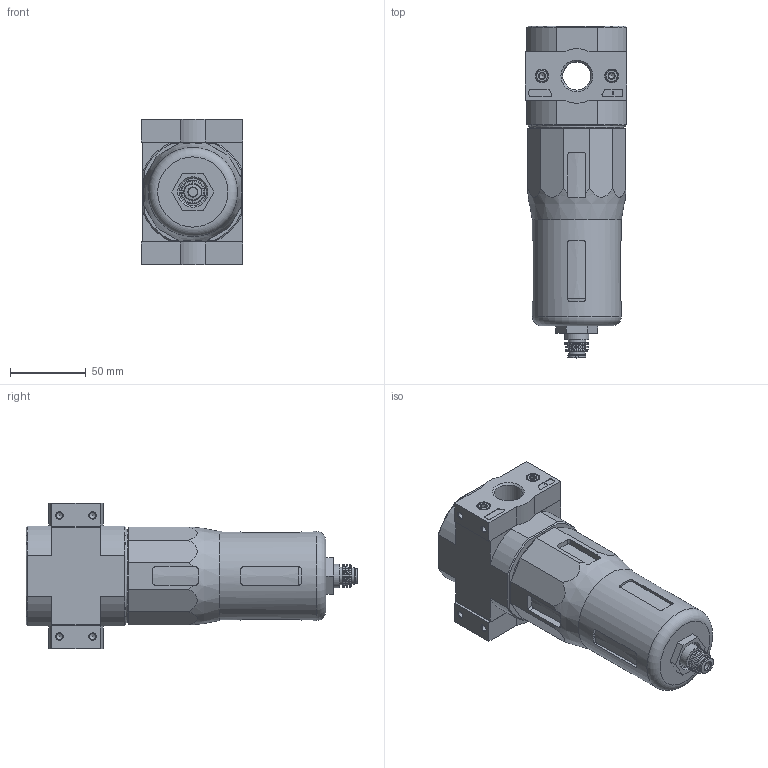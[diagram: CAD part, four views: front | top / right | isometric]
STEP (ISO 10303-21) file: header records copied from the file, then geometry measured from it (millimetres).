
FILE_DESCRIPTION(/* description */ ('STEP AP214'),/* implementation_level */ '2;1');
FILE_NAME(/* name */ '186474_LFMB-1_2-D-MAXI-A',/* time_stamp */ '2024-09-03T16:13:18+02:00',/* author */ ('License CC BY-ND 4.0'),/* organization */ ('CADENAS'),/* preprocessor_version */ 'ST-DEVELOPER v19.3',/* originating_system */ 'PARTsolutions',/* authorisation */ ' ');
FILE_SCHEMA (('AUTOMOTIVE_DESIGN {1 0 10303 214 3 1 1}'));
Length unit declared in the file: millimetre
Products named in the file (7): 186474 LFMB-1/2-D-MAXI-A; 126047 LFMB-D-MAXI-A; 680244 PBL-1/2-D-MAXI-R---(0) p1; DIN-912 - M5x20(F); 373059 LF-D-MAXI; 680243 PBL-1/2-D-MAXI-L---(1) p1; 526489 MS4-LFR-V
Assembly tree (10 placements, depth 2):
  186474 LFMB-1/2-D-MAXI-A
    126047 LFMB-D-MAXI-A
    680244 PBL-1/2-D-MAXI-R---(0) p1
    DIN-912 - M5x20(F)  x4
    373059 LF-D-MAXI  x2
    680243 PBL-1/2-D-MAXI-L---(1) p1
    526489 MS4-LFR-V
Bounding box: 67.1 x 219.22 x 96 mm (x, y, z)
Volume: 684786.6 mm3; surface area: 84007.9 mm2
Topology: 10 solids, 10 shells, 472 faces, 1081 edges, 669 vertices
Faces by surface type: plane 221, cylinder 111, cone 108, torus 32
Full cylindrical faces by diameter (mm): 4.134 x8, 5 x4, 6 x1, 7 x4, 7.3 x2, 8.5 x4, 11 x1, 11.4 x1, 11.6 x1, 11.8 x1, 15.8 x1, 18 x1, 18.631 x2, 22 x1, 30 x2, 58.8 x1, 62 x2
Entity records: 12184 total; most frequent: CARTESIAN_POINT 2249, DIRECTION 1686, ORIENTED_EDGE 1556, EDGE_CURVE 778, AXIS2_PLACEMENT_3D 660, VERTEX_POINT 559, FACE_BOUND 533, EDGE_LOOP 526
